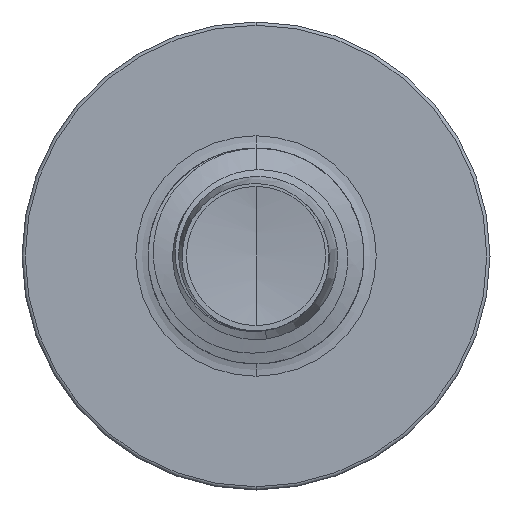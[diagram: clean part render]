
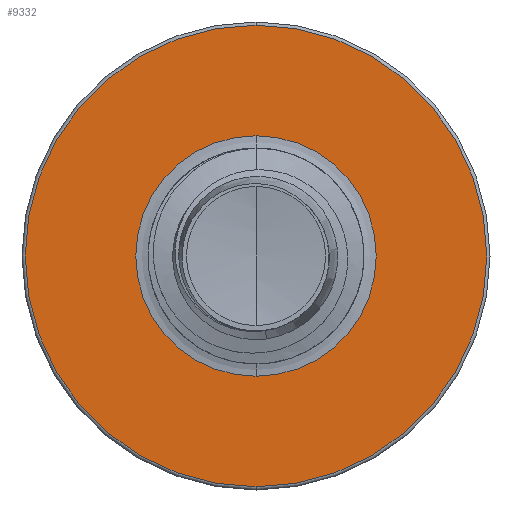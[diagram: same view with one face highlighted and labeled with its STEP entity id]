
A CAD part, front view. The second image highlights one B-rep face of the part: STEP entity #9332.
In plain terms, the highlighted planar face has unit normal (0, -1, 0).
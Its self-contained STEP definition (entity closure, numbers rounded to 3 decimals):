
#466 = CARTESIAN_POINT ( 'NONE',  ( 0., 6., 1.67 ) ) ;
#488 = CARTESIAN_POINT ( 'NONE',  ( 0., 6., 3.205 ) ) ;
#1017 = DIRECTION ( 'NONE',  ( 0., 0., 1. ) ) ;
#1059 = DIRECTION ( 'NONE',  ( 0., 1., 0. ) ) ;
#1716 = AXIS2_PLACEMENT_3D ( 'NONE', #7823, #7816, #7793 ) ;
#1903 = AXIS2_PLACEMENT_3D ( 'NONE', #8025, #7986, #7940 ) ;
#2618 = AXIS2_PLACEMENT_3D ( 'NONE', #10889, #10861, #10849 ) ;
#3286 = DIRECTION ( 'NONE',  ( 0., 0., 1. ) ) ;
#3294 = DIRECTION ( 'NONE',  ( 0., 1., 0. ) ) ;
#3352 = CARTESIAN_POINT ( 'NONE',  ( 0., 6., 0. ) ) ;
#4039 = VERTEX_POINT ( 'NONE', #466 ) ;
#4288 = AXIS2_PLACEMENT_3D ( 'NONE', #3352, #3294, #3286 ) ;
#4371 = CARTESIAN_POINT ( 'NONE',  ( 0., 6., -1.67 ) ) ;
#4414 = PLANE ( 'NONE',  #16694 ) ;
#7793 = DIRECTION ( 'NONE',  ( 0., 0., 1. ) ) ;
#7816 = DIRECTION ( 'NONE',  ( 0., 1., 0. ) ) ;
#7823 = CARTESIAN_POINT ( 'NONE',  ( 0., 6., 0. ) ) ;
#7940 = DIRECTION ( 'NONE',  ( 0., 0., 1. ) ) ;
#7986 = DIRECTION ( 'NONE',  ( 0., 1., 0. ) ) ;
#8025 = CARTESIAN_POINT ( 'NONE',  ( 0., 6., 0. ) ) ;
#8037 = VERTEX_POINT ( 'NONE', #488 ) ;
#8220 = FACE_BOUND ( 'NONE', #18960, .T. ) ;
#9057 = FACE_OUTER_BOUND ( 'NONE', #21541, .T. ) ;
#9332 = ADVANCED_FACE ( 'NONE', ( #9057, #8220 ), #4414, .F. ) ;
#10849 = DIRECTION ( 'NONE',  ( 0., 0., 1. ) ) ;
#10861 = DIRECTION ( 'NONE',  ( 0., 1., 0. ) ) ;
#10889 = CARTESIAN_POINT ( 'NONE',  ( 0., 6., 0. ) ) ;
#14473 = CIRCLE ( 'NONE', #1903, 1.67 ) ;
#16694 = AXIS2_PLACEMENT_3D ( 'NONE', #4371, #1059, #1017 ) ;
#17637 = VERTEX_POINT ( 'NONE', #19037 ) ;
#17749 = ORIENTED_EDGE ( 'NONE', *, *, #20518, .T. ) ;
#17764 = CARTESIAN_POINT ( 'NONE',  ( 0., 6., -3.205 ) ) ;
#18120 = ORIENTED_EDGE ( 'NONE', *, *, #20525, .F. ) ;
#18347 = ORIENTED_EDGE ( 'NONE', *, *, #19764, .F. ) ;
#18960 = EDGE_LOOP ( 'NONE', ( #17749, #20108 ) ) ;
#19037 = CARTESIAN_POINT ( 'NONE',  ( 0., 6., -1.67 ) ) ;
#19674 = CIRCLE ( 'NONE', #2618, 1.67 ) ;
#19764 = EDGE_CURVE ( 'NONE', #8037, #21351, #20408, .T. ) ;
#20104 = EDGE_CURVE ( 'NONE', #17637, #4039, #19674, .T. ) ;
#20108 = ORIENTED_EDGE ( 'NONE', *, *, #20104, .T. ) ;
#20124 = CIRCLE ( 'NONE', #1716, 3.205 ) ;
#20408 = CIRCLE ( 'NONE', #4288, 3.205 ) ;
#20518 = EDGE_CURVE ( 'NONE', #4039, #17637, #14473, .T. ) ;
#20525 = EDGE_CURVE ( 'NONE', #21351, #8037, #20124, .T. ) ;
#21351 = VERTEX_POINT ( 'NONE', #17764 ) ;
#21541 = EDGE_LOOP ( 'NONE', ( #18347, #18120 ) ) ;
